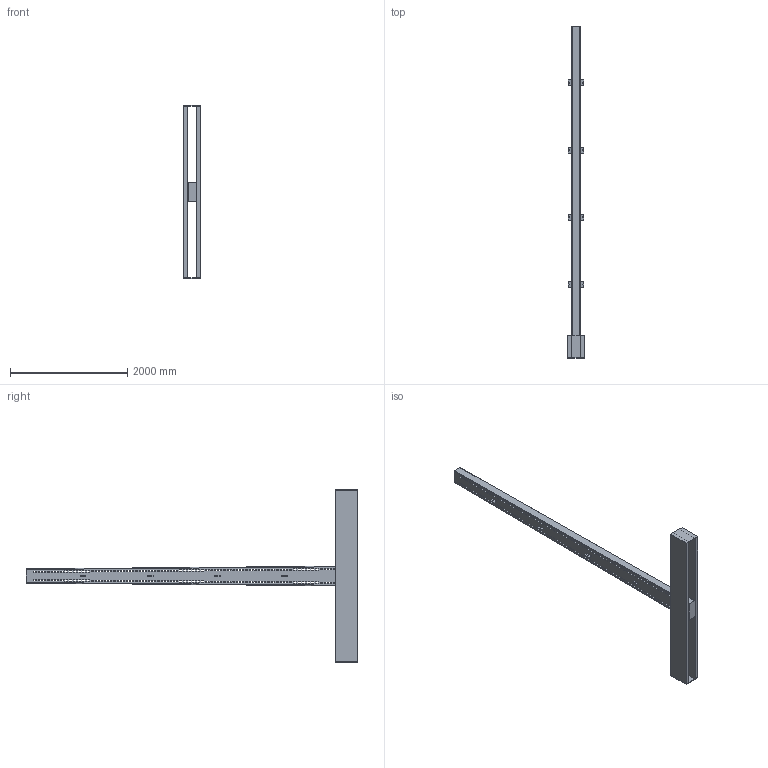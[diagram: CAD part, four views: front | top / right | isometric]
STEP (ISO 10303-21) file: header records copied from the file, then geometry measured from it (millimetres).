
FILE_DESCRIPTION (( 'STEP AP203' ), '1' );
FILE_NAME ('375 SQ CANTILEAVER_REV_.step', '2026-01-12T23:57:18', ( '' ), ( '' ), 'SwSTEP 2.0', 'SolidWorks 2025', '' );
FILE_SCHEMA (( 'CONFIG_CONTROL_DESIGN' ));
Length unit declared in the file: millimetre
Products named in the file (1): 375 SQ CANTILEAVER_REV_
Bounding box: 275 x 5655 x 2950 mm (x, y, z)
Volume: 365633114.8 mm3; surface area: 13297267.9 mm2
Topology: 13 solids, 13 shells, 660 faces, 1898 edges, 1264 vertices
Faces by surface type: plane 638, cylinder 22
Entity records: 21827 total; most frequent: CARTESIAN_POINT 3847, ORIENTED_EDGE 3796, DIRECTION 3244, EDGE_CURVE 1898, LINE 1858, VECTOR 1858, VERTEX_POINT 1264, EDGE_LOOP 956
